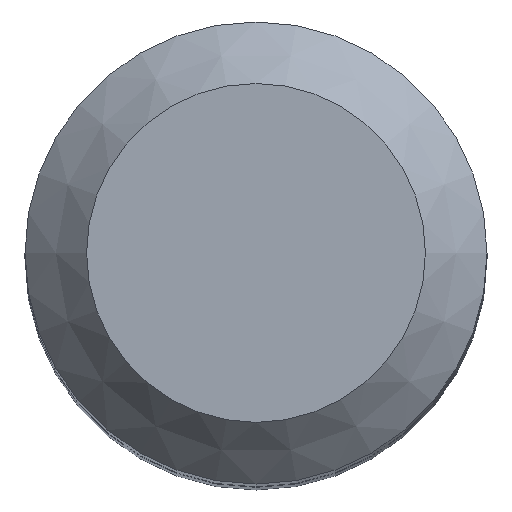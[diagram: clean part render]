
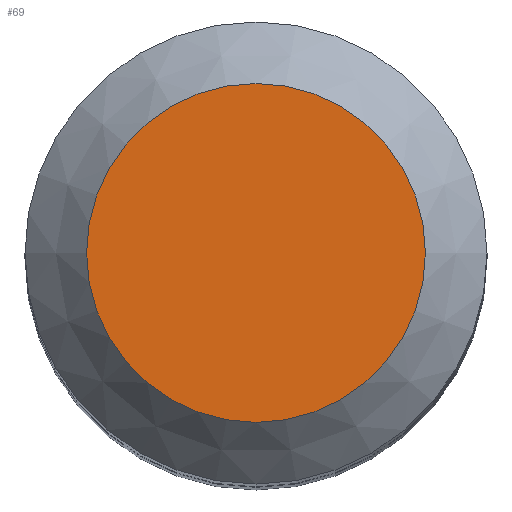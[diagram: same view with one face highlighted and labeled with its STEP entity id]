
A CAD part, top view. The second image highlights one B-rep face of the part: STEP entity #69.
In plain terms, the highlighted planar face has unit normal (0, 0, 1).
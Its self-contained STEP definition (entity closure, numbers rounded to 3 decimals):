
#55=PLANE('',#173);
#60=FACE_OUTER_BOUND('',#94,.T.);
#69=ADVANCED_FACE('',(#60),#55,.T.);
#94=EDGE_LOOP('',(#108));
#108=ORIENTED_EDGE('',*,*,#128,.F.);
#120=VERTEX_POINT('',#237);
#128=EDGE_CURVE('',#120,#120,#135,.T.);
#135=CIRCLE('',#171,2.2);
#171=AXIS2_PLACEMENT_3D('',#236,#199,#200);
#173=AXIS2_PLACEMENT_3D('',#239,#203,#204);
#199=DIRECTION('',(0.,0.,-1.));
#200=DIRECTION('',(-1.,0.,0.));
#203=DIRECTION('',(0.,0.,1.));
#204=DIRECTION('',(-1.,0.,0.));
#236=CARTESIAN_POINT('',(0.,0.,19.));
#237=CARTESIAN_POINT('',(-2.2,0.,19.));
#239=CARTESIAN_POINT('',(0.,2.2,19.));
